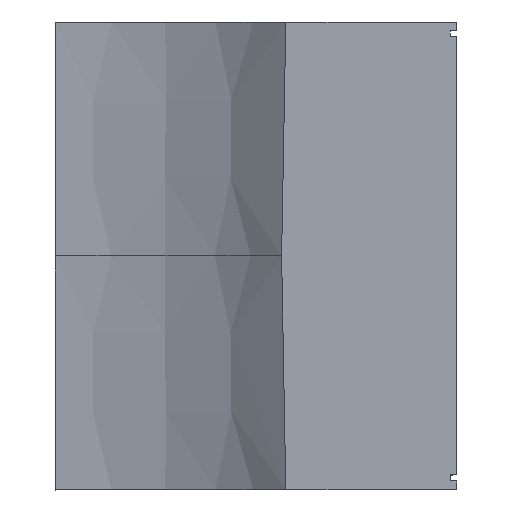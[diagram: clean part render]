
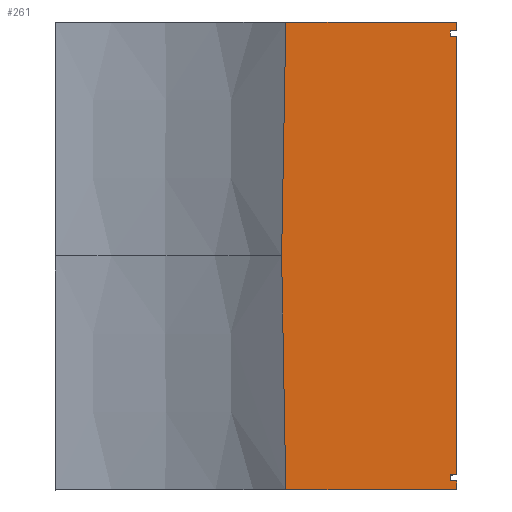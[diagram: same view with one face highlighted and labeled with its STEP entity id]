
A CAD part, top view. The second image highlights one B-rep face of the part: STEP entity #261.
In plain terms, the highlighted planar face has unit normal (0, 0, 1).
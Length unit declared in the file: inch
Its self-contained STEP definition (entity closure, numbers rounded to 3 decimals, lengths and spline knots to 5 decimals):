
#22=FACE_OUTER_BOUND('',#37,.T.);
#37=EDGE_LOOP('',(#175,#176,#177,#178,#179,#180,#181,#182,#183,#184,#185,
#186,#187));
#52=B_SPLINE_CURVE_WITH_KNOTS('',3,(#341,#342,#343,#344,#345,#346),
 .UNSPECIFIED.,.F.,.F.,(4,2,4),(-0.635,-0.3175,0.),
 .UNSPECIFIED.);
#53=B_SPLINE_CURVE_WITH_KNOTS('',3,(#350,#351,#352,#353,#354,#355),
 .UNSPECIFIED.,.F.,.F.,(4,2,4),(-47.625,-23.8125,0.),.UNSPECIFIED.);
#54=B_SPLINE_CURVE_WITH_KNOTS('',3,(#359,#360,#361,#362,#363,#364),
 .UNSPECIFIED.,.F.,.F.,(4,2,4),(-0.635,-0.3175,0.),
 .UNSPECIFIED.);
#55=B_SPLINE_CURVE_WITH_KNOTS('',3,(#368,#369,#370,#371,#372,#373),
 .UNSPECIFIED.,.F.,.F.,(4,2,4),(-0.9525,-0.47625,0.),
 .UNSPECIFIED.);
#56=B_SPLINE_CURVE_WITH_KNOTS('',3,(#377,#378,#379,#380,#381,#382,#383,
#384,#385,#386),.UNSPECIFIED.,.F.,.F.,(4,3,3,4),(-25.40334,-14.24882,
-11.00962,0.),.UNSPECIFIED.);
#57=B_SPLINE_CURVE_WITH_KNOTS('',3,(#388,#389,#390,#391,#392,#393,#394,
#395,#396,#397),.UNSPECIFIED.,.F.,.F.,(4,3,3,4),(-25.40332,-14.48889,
-11.00283,0.),.UNSPECIFIED.);
#58=B_SPLINE_CURVE_WITH_KNOTS('',3,(#400,#401,#402,#403,#404,#405),
 .UNSPECIFIED.,.F.,.F.,(4,2,4),(-0.9525,-0.47625,0.),
 .UNSPECIFIED.);
#72=LINE('',#339,#91);
#73=LINE('',#348,#92);
#74=LINE('',#357,#93);
#75=LINE('',#366,#94);
#76=LINE('',#375,#95);
#77=LINE('',#399,#96);
#91=VECTOR('',#302,0.3937);
#92=VECTOR('',#303,0.3937);
#93=VECTOR('',#304,0.3937);
#94=VECTOR('',#305,0.3937);
#95=VECTOR('',#306,0.3937);
#96=VECTOR('',#307,0.3937);
#110=VERTEX_POINT('',#337);
#111=VERTEX_POINT('',#338);
#112=VERTEX_POINT('',#340);
#113=VERTEX_POINT('',#347);
#114=VERTEX_POINT('',#349);
#115=VERTEX_POINT('',#356);
#116=VERTEX_POINT('',#358);
#117=VERTEX_POINT('',#365);
#118=VERTEX_POINT('',#367);
#119=VERTEX_POINT('',#374);
#120=VERTEX_POINT('',#376);
#121=VERTEX_POINT('',#387);
#122=VERTEX_POINT('',#398);
#136=EDGE_CURVE('',#110,#111,#72,.T.);
#137=EDGE_CURVE('',#111,#112,#52,.T.);
#138=EDGE_CURVE('',#112,#113,#73,.T.);
#139=EDGE_CURVE('',#113,#114,#53,.T.);
#140=EDGE_CURVE('',#114,#115,#74,.T.);
#141=EDGE_CURVE('',#115,#116,#54,.T.);
#142=EDGE_CURVE('',#116,#117,#75,.T.);
#143=EDGE_CURVE('',#117,#118,#55,.T.);
#144=EDGE_CURVE('',#118,#119,#76,.T.);
#145=EDGE_CURVE('',#119,#120,#56,.T.);
#146=EDGE_CURVE('',#120,#121,#57,.T.);
#147=EDGE_CURVE('',#121,#122,#77,.T.);
#148=EDGE_CURVE('',#122,#110,#58,.T.);
#175=ORIENTED_EDGE('',*,*,#136,.T.);
#176=ORIENTED_EDGE('',*,*,#137,.T.);
#177=ORIENTED_EDGE('',*,*,#138,.T.);
#178=ORIENTED_EDGE('',*,*,#139,.T.);
#179=ORIENTED_EDGE('',*,*,#140,.T.);
#180=ORIENTED_EDGE('',*,*,#141,.T.);
#181=ORIENTED_EDGE('',*,*,#142,.T.);
#182=ORIENTED_EDGE('',*,*,#143,.T.);
#183=ORIENTED_EDGE('',*,*,#144,.T.);
#184=ORIENTED_EDGE('',*,*,#145,.T.);
#185=ORIENTED_EDGE('',*,*,#146,.T.);
#186=ORIENTED_EDGE('',*,*,#147,.T.);
#187=ORIENTED_EDGE('',*,*,#148,.T.);
#253=PLANE('',#290);
#261=ADVANCED_FACE('',(#22),#253,.T.);
#290=AXIS2_PLACEMENT_3D('',#336,#300,#301);
#300=DIRECTION('center_axis',(0.,0.,1.));
#301=DIRECTION('ref_axis',(1.,0.,0.));
#302=DIRECTION('',(-1.,0.,0.));
#303=DIRECTION('',(1.,0.,0.));
#304=DIRECTION('',(-1.,0.,0.));
#305=DIRECTION('',(1.,0.,0.));
#306=DIRECTION('',(-1.,0.,0.));
#307=DIRECTION('',(1.,0.,0.));
#336=CARTESIAN_POINT('Origin',(-154.34394,287.4,43.75));
#337=CARTESIAN_POINT('',(-144.46337,287.775,43.75));
#338=CARTESIAN_POINT('',(-144.74225,287.775,43.75));
#339=CARTESIAN_POINT('',(-179.54697,287.775,43.75));
#340=CARTESIAN_POINT('',(-144.74225,288.025,43.75));
#341=CARTESIAN_POINT('Ctrl Pts',(-144.74225,287.775,43.75));
#342=CARTESIAN_POINT('Ctrl Pts',(-144.74225,287.81667,43.75));
#343=CARTESIAN_POINT('Ctrl Pts',(-144.74225,287.85833,43.75));
#344=CARTESIAN_POINT('Ctrl Pts',(-144.74225,287.94167,43.75));
#345=CARTESIAN_POINT('Ctrl Pts',(-144.74225,287.98333,43.75));
#346=CARTESIAN_POINT('Ctrl Pts',(-144.74225,288.025,43.75));
#347=CARTESIAN_POINT('',(-144.46337,288.025,43.75));
#348=CARTESIAN_POINT('',(-179.54697,288.025,43.75));
#349=CARTESIAN_POINT('',(-144.46337,306.775,43.75));
#350=CARTESIAN_POINT('Ctrl Pts',(-144.46337,288.025,43.75));
#351=CARTESIAN_POINT('Ctrl Pts',(-144.46337,291.15,43.75));
#352=CARTESIAN_POINT('Ctrl Pts',(-144.46337,294.275,43.75));
#353=CARTESIAN_POINT('Ctrl Pts',(-144.46337,300.525,43.75));
#354=CARTESIAN_POINT('Ctrl Pts',(-144.46337,303.65,43.75));
#355=CARTESIAN_POINT('Ctrl Pts',(-144.46337,306.775,43.75));
#356=CARTESIAN_POINT('',(-144.74225,306.775,43.75));
#357=CARTESIAN_POINT('',(-179.54697,306.775,43.75));
#358=CARTESIAN_POINT('',(-144.74225,307.025,43.75));
#359=CARTESIAN_POINT('Ctrl Pts',(-144.74225,306.775,43.75));
#360=CARTESIAN_POINT('Ctrl Pts',(-144.74225,306.81667,43.75));
#361=CARTESIAN_POINT('Ctrl Pts',(-144.74225,306.85833,43.75));
#362=CARTESIAN_POINT('Ctrl Pts',(-144.74225,306.94167,43.75));
#363=CARTESIAN_POINT('Ctrl Pts',(-144.74225,306.98333,43.75));
#364=CARTESIAN_POINT('Ctrl Pts',(-144.74225,307.025,43.75));
#365=CARTESIAN_POINT('',(-144.46337,307.025,43.75));
#366=CARTESIAN_POINT('',(-179.54697,307.025,43.75));
#367=CARTESIAN_POINT('',(-144.46337,307.4,43.75));
#368=CARTESIAN_POINT('Ctrl Pts',(-144.46337,307.025,43.75));
#369=CARTESIAN_POINT('Ctrl Pts',(-144.46337,307.0875,43.75));
#370=CARTESIAN_POINT('Ctrl Pts',(-144.46337,307.15,43.75));
#371=CARTESIAN_POINT('Ctrl Pts',(-144.46337,307.275,43.75));
#372=CARTESIAN_POINT('Ctrl Pts',(-144.46337,307.3375,43.75));
#373=CARTESIAN_POINT('Ctrl Pts',(-144.46337,307.4,43.75));
#374=CARTESIAN_POINT('',(-151.76961,307.4,43.75));
#375=CARTESIAN_POINT('',(-179.54697,307.4,43.75));
#376=CARTESIAN_POINT('',(-151.94842,297.4,43.75));
#377=CARTESIAN_POINT('Ctrl Pts',(-151.76961,307.4,43.75));
#378=CARTESIAN_POINT('Ctrl Pts',(-151.79563,305.93638,43.75));
#379=CARTESIAN_POINT('Ctrl Pts',(-151.82171,304.47266,43.75));
#380=CARTESIAN_POINT('Ctrl Pts',(-151.84786,303.00902,43.75));
#381=CARTESIAN_POINT('Ctrl Pts',(-151.85545,302.58399,43.75));
#382=CARTESIAN_POINT('Ctrl Pts',(-151.86305,302.15897,43.75));
#383=CARTESIAN_POINT('Ctrl Pts',(-151.87066,301.73394,43.75));
#384=CARTESIAN_POINT('Ctrl Pts',(-151.89651,300.28931,43.75));
#385=CARTESIAN_POINT('Ctrl Pts',(-151.92243,298.8446,43.75));
#386=CARTESIAN_POINT('Ctrl Pts',(-151.94842,297.4,43.75));
#387=CARTESIAN_POINT('',(-151.76961,287.4,43.75));
#388=CARTESIAN_POINT('Ctrl Pts',(-151.94842,297.4,43.75));
#389=CARTESIAN_POINT('Ctrl Pts',(-151.92266,295.96789,43.75));
#390=CARTESIAN_POINT('Ctrl Pts',(-151.89696,294.53567,43.75));
#391=CARTESIAN_POINT('Ctrl Pts',(-151.87133,293.10353,43.75));
#392=CARTESIAN_POINT('Ctrl Pts',(-151.86314,292.64611,43.75));
#393=CARTESIAN_POINT('Ctrl Pts',(-151.85497,292.1887,43.75));
#394=CARTESIAN_POINT('Ctrl Pts',(-151.84679,291.73127,43.75));
#395=CARTESIAN_POINT('Ctrl Pts',(-151.821,290.28753,43.75));
#396=CARTESIAN_POINT('Ctrl Pts',(-151.79527,288.84371,43.75));
#397=CARTESIAN_POINT('Ctrl Pts',(-151.76961,287.4,43.75));
#398=CARTESIAN_POINT('',(-144.46337,287.4,43.75));
#399=CARTESIAN_POINT('',(-179.54697,287.4,43.75));
#400=CARTESIAN_POINT('Ctrl Pts',(-144.46337,287.4,43.75));
#401=CARTESIAN_POINT('Ctrl Pts',(-144.46337,287.4625,43.75));
#402=CARTESIAN_POINT('Ctrl Pts',(-144.46337,287.525,43.75));
#403=CARTESIAN_POINT('Ctrl Pts',(-144.46337,287.65,43.75));
#404=CARTESIAN_POINT('Ctrl Pts',(-144.46337,287.7125,43.75));
#405=CARTESIAN_POINT('Ctrl Pts',(-144.46337,287.775,43.75));
